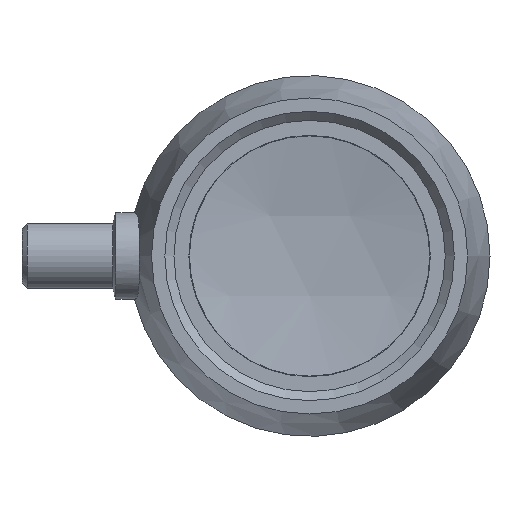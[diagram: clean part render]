
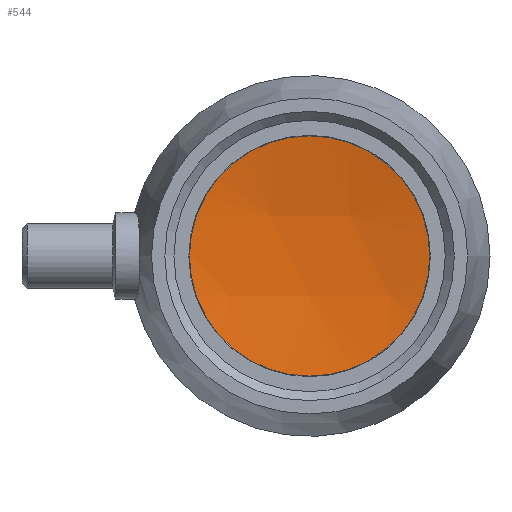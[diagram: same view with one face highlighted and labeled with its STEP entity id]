
A CAD part, left-side view. The second image highlights one B-rep face of the part: STEP entity #544.
In plain terms, the highlighted spherical face has radius 104.91 mm.
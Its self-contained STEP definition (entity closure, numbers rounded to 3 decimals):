
#58=SPHERICAL_SURFACE('',#609,104.91);
#66=FACE_OUTER_BOUND('',#107,.T.);
#107=EDGE_LOOP('',(#391));
#206=CIRCLE('',#599,22.149);
#248=VERTEX_POINT('',#880);
#297=EDGE_CURVE('',#248,#248,#206,.T.);
#391=ORIENTED_EDGE('',*,*,#297,.F.);
#544=ADVANCED_FACE('',(#66),#58,.F.);
#599=AXIS2_PLACEMENT_3D('',#881,#690,#691);
#609=AXIS2_PLACEMENT_3D('',#896,#711,#712);
#690=DIRECTION('center_axis',(1.,0.,0.));
#691=DIRECTION('ref_axis',(0.,0.,-1.));
#711=DIRECTION('center_axis',(0.,0.,1.));
#712=DIRECTION('ref_axis',(1.,0.,0.));
#880=CARTESIAN_POINT('',(54.506,0.,22.149));
#881=CARTESIAN_POINT('Origin',(54.506,0.,0.));
#896=CARTESIAN_POINT('Origin',(-48.039,0.,
0.));
